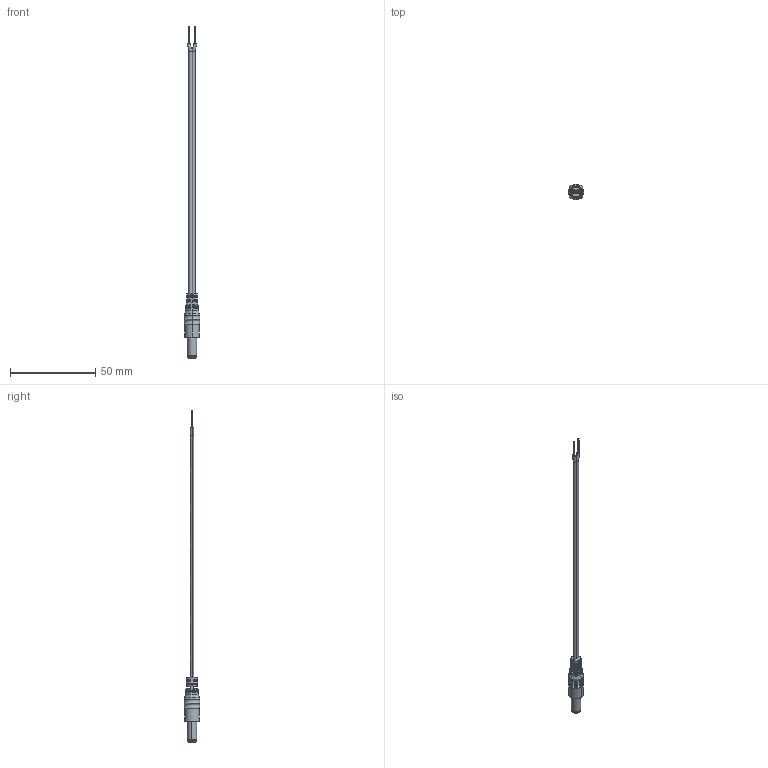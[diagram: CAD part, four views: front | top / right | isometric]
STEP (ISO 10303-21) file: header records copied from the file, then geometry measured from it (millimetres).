
FILE_DESCRIPTION (( 'STEP AP203' ), '1' );
FILE_NAME ('053-0183R.step', '2016-09-15T23:04:40', ( '' ), ( '' ), 'SwSTEP 2.0', 'SolidWorks 2015', '' );
FILE_SCHEMA (( 'CONFIG_CONTROL_DESIGN' ));
Length unit declared in the file: millimetre
Products named in the file (8): 24-00043; 053-0183R; 50-00130; 50-00130 pin 2; 50-00130 insulator; 50-00130 shell; 50-00130 pin 1; 30-00003_stripped and tinned
Assembly tree (7 placements, depth 3):
  053-0183R
    30-00003_stripped and tinned
    24-00043
    50-00130
      50-00130 insulator
      50-00130 pin 1
      50-00130 pin 2
      50-00130 shell
Bounding box: 9.3 x 9.3 x 194.45 mm (x, y, z)
Volume: 2288.5 mm3; surface area: 8037 mm2
Topology: 61 solids, 61 shells, 581 faces, 1238 edges, 799 vertices
Faces by surface type: plane 199, cylinder 197, bspline 92, torus 66, cone 27
Entity records: 19027 total; most frequent: CARTESIAN_POINT 5968, DIRECTION 2499, ORIENTED_EDGE 2472, EDGE_CURVE 1236, AXIS2_PLACEMENT_3D 1078, VERTEX_POINT 799, EDGE_LOOP 653, FACE_OUTER_BOUND 581
